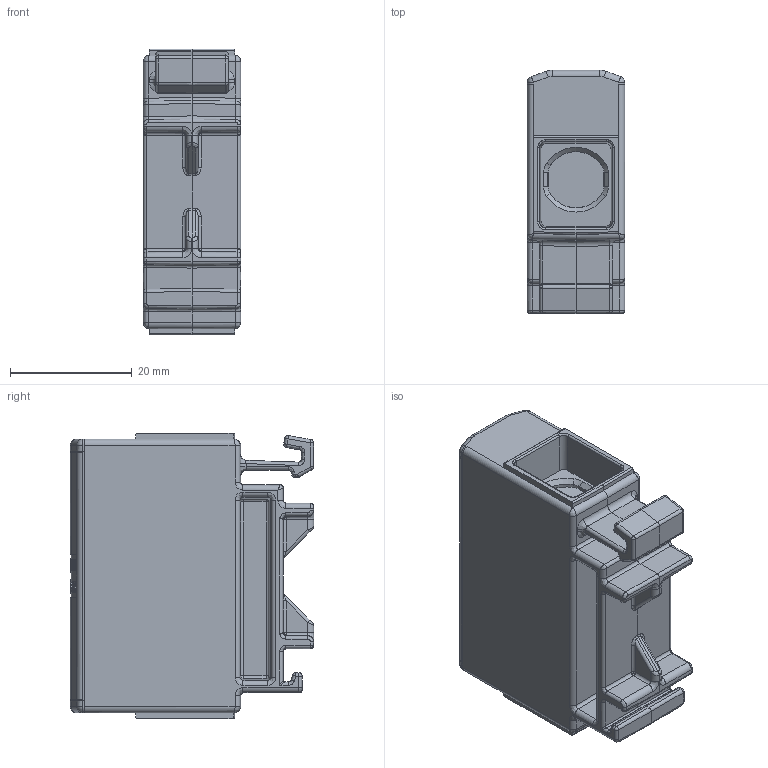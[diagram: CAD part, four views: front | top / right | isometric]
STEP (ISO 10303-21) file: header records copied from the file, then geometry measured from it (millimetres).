
FILE_DESCRIPTION(('Creo Elements/Direct Modeling STEP Export'),'2;1');
FILE_NAME('VC05-0191_OTL 1x35 Grey.stp','2023-02-17T12:38:40',(''),(''),'Creo Elements/Direct Modeling STEP processor for AP214 (Solid Model)','Creo Elements/Direct Modeling 20.1D 10-Oct-2020 (C) Parametric Technology GmbH','');
FILE_SCHEMA(('AUTOMOTIVE_DESIGN { 1 0 10303 214 1 1 1 1 }'));
Length unit declared in the file: millimetre
Products named in the file (1): Kotelo_1x35_1
Bounding box: 16 x 40 x 47 mm (x, y, z)
Volume: 20229.3 mm3; surface area: 8417.3 mm2
Topology: 1 solids, 1 shells, 1424 faces, 3811 edges, 2390 vertices
Faces by surface type: plane 993, cylinder 255, bspline 110, sphere 30, cone 28, torus 8
Entity records: 48148 total; most frequent: CARTESIAN_POINT 13505, ORIENTED_EDGE 7566, DIRECTION 6674, EDGE_CURVE 3783, VECTOR 2970, LINE 2970, VERTEX_POINT 2390, AXIS2_PLACEMENT_3D 1852
